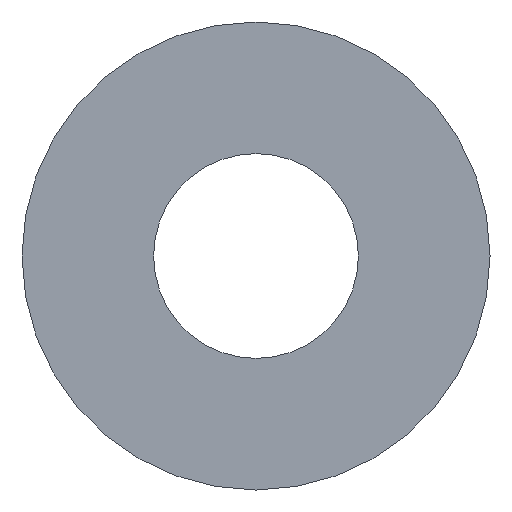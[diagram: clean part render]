
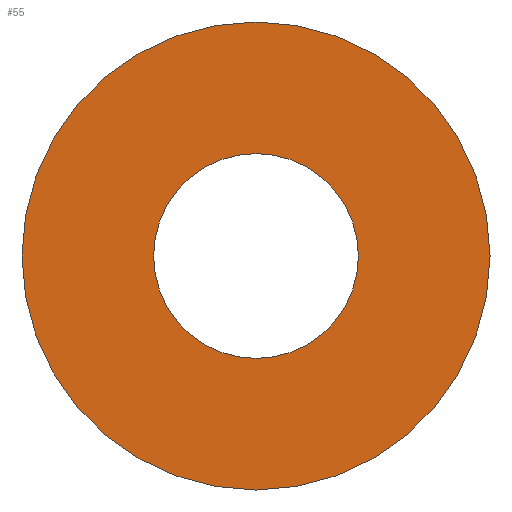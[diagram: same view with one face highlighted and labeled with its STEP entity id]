
A CAD part, left-side view. The second image highlights one B-rep face of the part: STEP entity #55.
In plain terms, the highlighted planar face has unit normal (-1, 0, 0).
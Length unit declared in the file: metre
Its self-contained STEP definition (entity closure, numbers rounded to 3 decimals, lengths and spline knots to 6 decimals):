
#20=ORIENTED_EDGE('',*,*,#24,.T.);
#21=ORIENTED_EDGE('',*,*,#25,.F.);
#24=EDGE_CURVE('',#28,#28,#32,.F.);
#25=EDGE_CURVE('',#29,#29,#33,.T.);
#28=VERTEX_POINT('',#103);
#29=VERTEX_POINT('',#106);
#32=CIRCLE('',#73,0.00175);
#33=CIRCLE('',#75,0.004);
#40=EDGE_LOOP('',(#20));
#41=EDGE_LOOP('',(#21));
#48=FACE_BOUND('',#40,.T.);
#49=FACE_BOUND('',#41,.T.);
#51=PLANE('',#76);
#55=ADVANCED_FACE('',(#48,#49),#51,.F.);
#73=AXIS2_PLACEMENT_3D('',#102,#87,#88);
#75=AXIS2_PLACEMENT_3D('',#105,#91,#92);
#76=AXIS2_PLACEMENT_3D('',#107,#93,#94);
#87=DIRECTION('',(-1.,0.,0.));
#88=DIRECTION('',(0.,0.,1.));
#91=DIRECTION('',(1.,0.,0.));
#92=DIRECTION('',(0.,0.,-1.));
#93=DIRECTION('',(1.,0.,0.));
#94=DIRECTION('',(0.,1.,0.));
#102=CARTESIAN_POINT('',(0.002825,0.06,0.025557));
#103=CARTESIAN_POINT('',(0.002825,0.06,0.027307));
#105=CARTESIAN_POINT('',(0.002825,0.06,0.025557));
#106=CARTESIAN_POINT('',(0.002825,0.06,0.021557));
#107=CARTESIAN_POINT('',(0.002825,0.06,0.025523));
